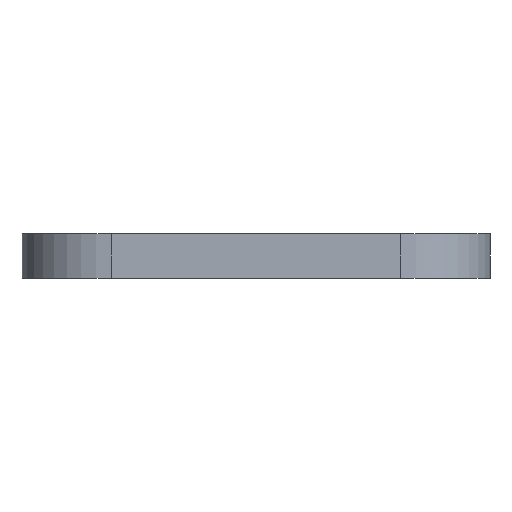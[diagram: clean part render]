
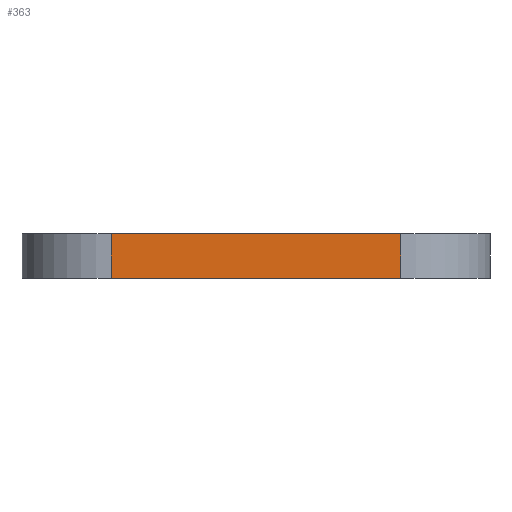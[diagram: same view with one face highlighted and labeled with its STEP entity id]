
A CAD part, front view. The second image highlights one B-rep face of the part: STEP entity #363.
In plain terms, the highlighted planar face has unit normal (0, -1, 0).
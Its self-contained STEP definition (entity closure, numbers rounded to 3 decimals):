
#45 = VERTEX_POINT ( 'NONE', #238 ) ;
#61 = ORIENTED_EDGE ( 'NONE', *, *, #587, .T. ) ;
#63 = CARTESIAN_POINT ( 'NONE',  ( -9.85, -33., 3. ) ) ;
#65 = VECTOR ( 'NONE', #217, 1000. ) ;
#98 = VERTEX_POINT ( 'NONE', #714 ) ;
#112 = DIRECTION ( 'NONE',  ( 1., 0., 0. ) ) ;
#117 = FACE_OUTER_BOUND ( 'NONE', #144, .T. ) ;
#118 = LINE ( 'NONE', #570, #539 ) ;
#119 = ORIENTED_EDGE ( 'NONE', *, *, #290, .F. ) ;
#144 = EDGE_LOOP ( 'NONE', ( #603, #119, #414, #61 ) ) ;
#187 = DIRECTION ( 'NONE',  ( 0., 0., 1. ) ) ;
#210 = CARTESIAN_POINT ( 'NONE',  ( 9.85, -33., 3. ) ) ;
#217 = DIRECTION ( 'NONE',  ( 1., 0., 0. ) ) ;
#224 = LINE ( 'NONE', #210, #547 ) ;
#231 = PLANE ( 'NONE',  #242 ) ;
#238 = CARTESIAN_POINT ( 'NONE',  ( -9.85, -33., 3. ) ) ;
#242 = AXIS2_PLACEMENT_3D ( 'NONE', #302, #708, #187 ) ;
#251 = CARTESIAN_POINT ( 'NONE',  ( -9.85, -33., 0. ) ) ;
#257 = EDGE_CURVE ( 'NONE', #683, #98, #493, .T. ) ;
#282 = CARTESIAN_POINT ( 'NONE',  ( 9.85, -33., 0. ) ) ;
#290 = EDGE_CURVE ( 'NONE', #349, #98, #224, .T. ) ;
#302 = CARTESIAN_POINT ( 'NONE',  ( 9.85, -33., 3. ) ) ;
#339 = CARTESIAN_POINT ( 'NONE',  ( 9.85, -33., 3. ) ) ;
#349 = VERTEX_POINT ( 'NONE', #339 ) ;
#363 = ADVANCED_FACE ( 'NONE', ( #117 ), #231, .F. ) ;
#414 = ORIENTED_EDGE ( 'NONE', *, *, #535, .F. ) ;
#493 = LINE ( 'NONE', #282, #65 ) ;
#535 = EDGE_CURVE ( 'NONE', #45, #349, #118, .T. ) ;
#539 = VECTOR ( 'NONE', #112, 1000. ) ;
#547 = VECTOR ( 'NONE', #611, 1000. ) ;
#570 = CARTESIAN_POINT ( 'NONE',  ( 9.85, -33., 3. ) ) ;
#587 = EDGE_CURVE ( 'NONE', #45, #683, #675, .T. ) ;
#603 = ORIENTED_EDGE ( 'NONE', *, *, #257, .T. ) ;
#605 = VECTOR ( 'NONE', #626, 1000. ) ;
#611 = DIRECTION ( 'NONE',  ( 0., 0., -1. ) ) ;
#626 = DIRECTION ( 'NONE',  ( 0., 0., -1. ) ) ;
#675 = LINE ( 'NONE', #63, #605 ) ;
#683 = VERTEX_POINT ( 'NONE', #251 ) ;
#708 = DIRECTION ( 'NONE',  ( 0., 1., 0. ) ) ;
#714 = CARTESIAN_POINT ( 'NONE',  ( 9.85, -33., 0. ) ) ;
